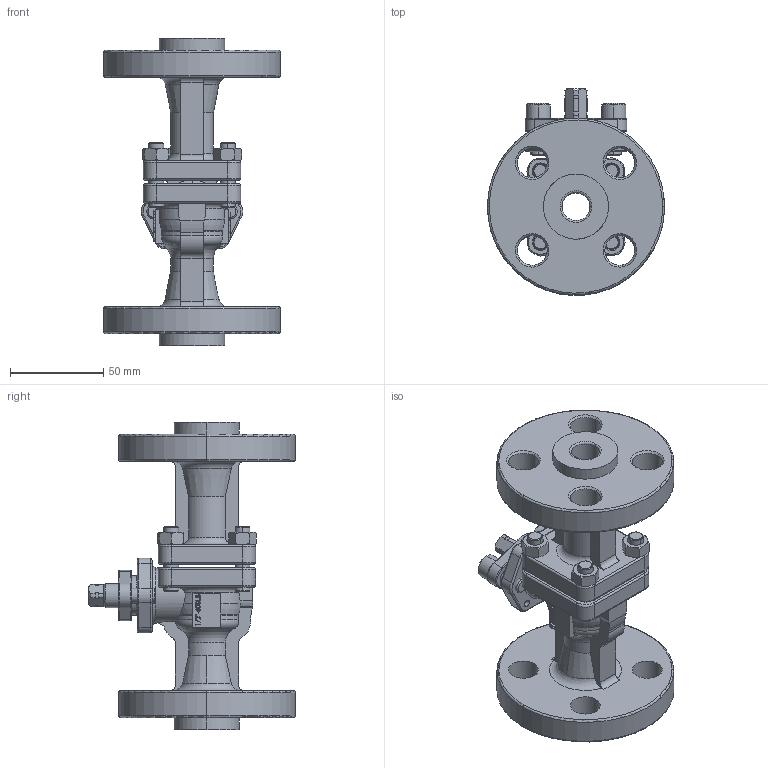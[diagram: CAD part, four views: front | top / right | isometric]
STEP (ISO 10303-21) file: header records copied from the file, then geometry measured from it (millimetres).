
FILE_DESCRIPTION (( 'STEP AP214' ), '1' );
FILE_NAME ('FM-F6-0050-XXX.step', '2019-10-30T12:41:48', ( '' ), ( '' ), 'SwSTEP 2.0', 'SolidWorks 2019', '' );
FILE_SCHEMA (( 'AUTOMOTIVE_DESIGN' ));
Length unit declared in the file: inch
Products named in the file (1): FM-F6-0050-XXX
Bounding box: 95 x 110.95 x 165 mm (x, y, z)
Surface area: 80060 mm2 (no closed solid volume)
Topology: 0 solids, 23 shells, 586 faces, 1597 edges, 1020 vertices
Faces by surface type: plane 196, cylinder 174, cone 102, torus 74, bspline 37, sphere 3
Entity records: 37621 total; most frequent: CARTESIAN_POINT 18446, ORIENTED_EDGE 2888, EDGE_CURVE 1593, B_SPLINE_CURVE_WITH_KNOTS 1489, DIRECTION 1240, VERTEX_POINT 1020, EDGE_LOOP 672, DIMENSIONAL_EXPONENTS 588
